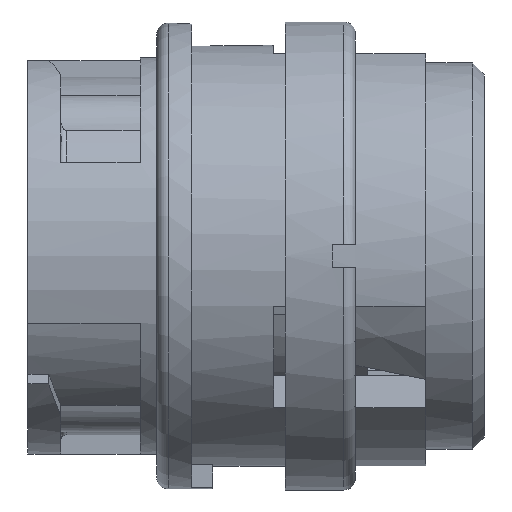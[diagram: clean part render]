
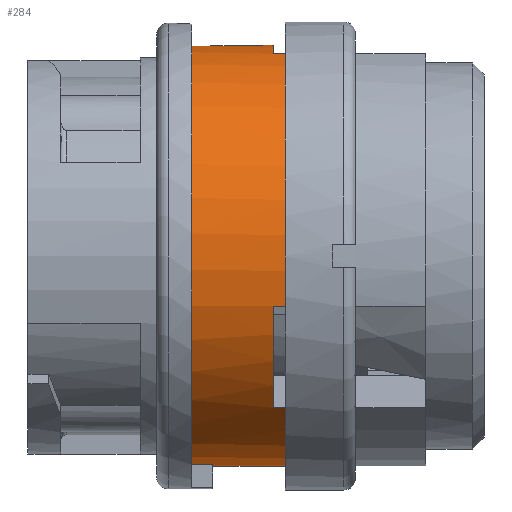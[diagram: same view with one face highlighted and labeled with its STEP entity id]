
A CAD part, front view. The second image highlights one B-rep face of the part: STEP entity #284.
In plain terms, the highlighted cylindrical face has radius 9 mm (diameter 18 mm), a full revolution.
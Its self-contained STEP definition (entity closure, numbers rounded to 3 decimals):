
#173=FACE_BOUND('',#905,.T.);
#174=FACE_BOUND('',#906,.T.);
#226=CYLINDRICAL_SURFACE('',#4933,9.);
#284=ADVANCED_FACE('',(#173,#174),#226,.T.);
#905=EDGE_LOOP('',(#1401,#1402,#1403,#1404,#1405,#1406,#1407,#1408,#1409,
#1410,#1411,#1412));
#906=EDGE_LOOP('',(#1413,#1414,#1415,#1416));
#1177=CIRCLE('',#4910,9.);
#1179=CIRCLE('',#4912,9.);
#1181=CIRCLE('',#4914,9.);
#1191=CIRCLE('',#4928,9.);
#1192=CIRCLE('',#4929,9.);
#1193=CIRCLE('',#4930,9.);
#1194=CIRCLE('',#4931,9.);
#1195=CIRCLE('',#4932,9.);
#1401=ORIENTED_EDGE('',*,*,#3294,.F.);
#1402=ORIENTED_EDGE('',*,*,#3295,.F.);
#1403=ORIENTED_EDGE('',*,*,#3271,.F.);
#1404=ORIENTED_EDGE('',*,*,#3296,.F.);
#1405=ORIENTED_EDGE('',*,*,#3297,.F.);
#1406=ORIENTED_EDGE('',*,*,#3298,.F.);
#1407=ORIENTED_EDGE('',*,*,#3267,.F.);
#1408=ORIENTED_EDGE('',*,*,#3299,.F.);
#1409=ORIENTED_EDGE('',*,*,#3300,.F.);
#1410=ORIENTED_EDGE('',*,*,#3301,.F.);
#1411=ORIENTED_EDGE('',*,*,#3275,.F.);
#1412=ORIENTED_EDGE('',*,*,#3302,.F.);
#1413=ORIENTED_EDGE('',*,*,#3303,.F.);
#1414=ORIENTED_EDGE('',*,*,#3304,.T.);
#1415=ORIENTED_EDGE('',*,*,#3305,.T.);
#1416=ORIENTED_EDGE('',*,*,#3306,.T.);
#2798=VERTEX_POINT('',#6739);
#2799=VERTEX_POINT('',#6741);
#2802=VERTEX_POINT('',#6747);
#2803=VERTEX_POINT('',#6749);
#2806=VERTEX_POINT('',#6755);
#2807=VERTEX_POINT('',#6757);
#2823=VERTEX_POINT('',#6796);
#2824=VERTEX_POINT('',#6797);
#2825=VERTEX_POINT('',#6800);
#2826=VERTEX_POINT('',#6802);
#2827=VERTEX_POINT('',#6805);
#2828=VERTEX_POINT('',#6807);
#2829=VERTEX_POINT('',#6811);
#2830=VERTEX_POINT('',#6812);
#2831=VERTEX_POINT('',#6814);
#2832=VERTEX_POINT('',#6816);
#3267=EDGE_CURVE('',#2798,#2799,#1177,.T.);
#3271=EDGE_CURVE('',#2802,#2803,#1179,.T.);
#3275=EDGE_CURVE('',#2806,#2807,#1181,.T.);
#3294=EDGE_CURVE('',#2823,#2824,#1191,.T.);
#3295=EDGE_CURVE('',#2803,#2823,#3987,.T.);
#3296=EDGE_CURVE('',#2825,#2802,#3988,.T.);
#3297=EDGE_CURVE('',#2826,#2825,#1192,.T.);
#3298=EDGE_CURVE('',#2799,#2826,#3989,.T.);
#3299=EDGE_CURVE('',#2827,#2798,#3990,.T.);
#3300=EDGE_CURVE('',#2828,#2827,#1193,.T.);
#3301=EDGE_CURVE('',#2807,#2828,#3991,.T.);
#3302=EDGE_CURVE('',#2824,#2806,#3992,.T.);
#3303=EDGE_CURVE('',#2829,#2830,#3993,.T.);
#3304=EDGE_CURVE('',#2829,#2831,#1194,.T.);
#3305=EDGE_CURVE('',#2831,#2832,#3994,.T.);
#3306=EDGE_CURVE('',#2832,#2830,#1195,.T.);
#3987=LINE('',#6798,#4455);
#3988=LINE('',#6799,#4456);
#3989=LINE('',#6803,#4457);
#3990=LINE('',#6804,#4458);
#3991=LINE('',#6808,#4459);
#3992=LINE('',#6809,#4460);
#3993=LINE('',#6810,#4461);
#3994=LINE('',#6815,#4462);
#4455=VECTOR('',#5421,1.);
#4456=VECTOR('',#5422,1.);
#4457=VECTOR('',#5425,1.);
#4458=VECTOR('',#5426,1.);
#4459=VECTOR('',#5429,1.);
#4460=VECTOR('',#5430,1.);
#4461=VECTOR('',#5431,1.);
#4462=VECTOR('',#5434,1.);
#4910=AXIS2_PLACEMENT_3D('',#6740,#5370,#5371);
#4912=AXIS2_PLACEMENT_3D('',#6748,#5376,#5377);
#4914=AXIS2_PLACEMENT_3D('',#6756,#5382,#5383);
#4928=AXIS2_PLACEMENT_3D('',#6795,#5419,#5420);
#4929=AXIS2_PLACEMENT_3D('',#6801,#5423,#5424);
#4930=AXIS2_PLACEMENT_3D('',#6806,#5427,#5428);
#4931=AXIS2_PLACEMENT_3D('',#6813,#5432,#5433);
#4932=AXIS2_PLACEMENT_3D('',#6817,#5435,#5436);
#4933=AXIS2_PLACEMENT_3D('',#6818,#5437,#5438);
#5370=DIRECTION('',(1.,0.,0.));
#5371=DIRECTION('',(0.,0.,1.));
#5376=DIRECTION('',(1.,0.,0.));
#5377=DIRECTION('',(0.,0.,1.));
#5382=DIRECTION('',(1.,0.,0.));
#5383=DIRECTION('',(0.,0.,1.));
#5419=DIRECTION('',(1.,0.,0.));
#5420=DIRECTION('',(0.,0.,1.));
#5421=DIRECTION('',(1.,0.,0.));
#5422=DIRECTION('',(-1.,0.,0.));
#5423=DIRECTION('',(1.,0.,0.));
#5424=DIRECTION('',(0.,0.,1.));
#5425=DIRECTION('',(1.,0.,0.));
#5426=DIRECTION('',(-1.,0.,0.));
#5427=DIRECTION('',(1.,0.,0.));
#5428=DIRECTION('',(0.,0.,1.));
#5429=DIRECTION('',(1.,0.,0.));
#5430=DIRECTION('',(-1.,0.,0.));
#5431=DIRECTION('',(-1.,0.,0.));
#5432=DIRECTION('',(1.,0.,0.));
#5433=DIRECTION('',(0.,1.,0.));
#5434=DIRECTION('',(-1.,0.,0.));
#5435=DIRECTION('',(1.,0.,0.));
#5436=DIRECTION('',(0.,0.,-1.));
#5437=DIRECTION('',(1.,0.,0.));
#5438=DIRECTION('',(0.,0.,-1.));
#6739=CARTESIAN_POINT('',(10.5,6.237,-6.488));
#6740=CARTESIAN_POINT('',(10.5,0.,0.));
#6741=CARTESIAN_POINT('',(10.5,8.737,-2.158));
#6747=CARTESIAN_POINT('',(10.5,2.5,8.646));
#6748=CARTESIAN_POINT('',(10.5,0.,0.));
#6749=CARTESIAN_POINT('',(10.5,-2.5,8.646));
#6755=CARTESIAN_POINT('',(10.5,-8.737,-2.158));
#6756=CARTESIAN_POINT('',(10.5,0.,0.));
#6757=CARTESIAN_POINT('',(10.5,-6.237,-6.488));
#6795=CARTESIAN_POINT('',(11.529,0.,0.));
#6796=CARTESIAN_POINT('',(11.529,-2.5,8.646));
#6797=CARTESIAN_POINT('',(11.529,-8.737,-2.158));
#6798=CARTESIAN_POINT('',(12.,-2.5,8.646));
#6799=CARTESIAN_POINT('',(12.,2.5,8.646));
#6800=CARTESIAN_POINT('',(11.529,2.5,8.646));
#6801=CARTESIAN_POINT('',(11.529,0.,0.));
#6802=CARTESIAN_POINT('',(11.529,8.737,-2.158));
#6803=CARTESIAN_POINT('',(12.,8.737,-2.158));
#6804=CARTESIAN_POINT('',(12.,6.237,-6.488));
#6805=CARTESIAN_POINT('',(11.529,6.237,-6.488));
#6806=CARTESIAN_POINT('',(11.529,0.,0.));
#6807=CARTESIAN_POINT('',(11.529,-6.237,-6.488));
#6808=CARTESIAN_POINT('',(12.,-6.237,-6.488));
#6809=CARTESIAN_POINT('',(12.,-8.737,-2.158));
#6810=CARTESIAN_POINT('',(7.9,-1.15,-8.926));
#6811=CARTESIAN_POINT('',(7.9,-1.15,-8.926));
#6812=CARTESIAN_POINT('',(7.,-1.15,-8.926));
#6813=CARTESIAN_POINT('',(7.9,0.,0.));
#6814=CARTESIAN_POINT('',(7.9,1.15,-8.926));
#6815=CARTESIAN_POINT('',(7.9,1.15,-8.926));
#6816=CARTESIAN_POINT('',(7.,1.15,-8.926));
#6817=CARTESIAN_POINT('',(7.,0.,0.));
#6818=CARTESIAN_POINT('',(12.,0.,0.));
